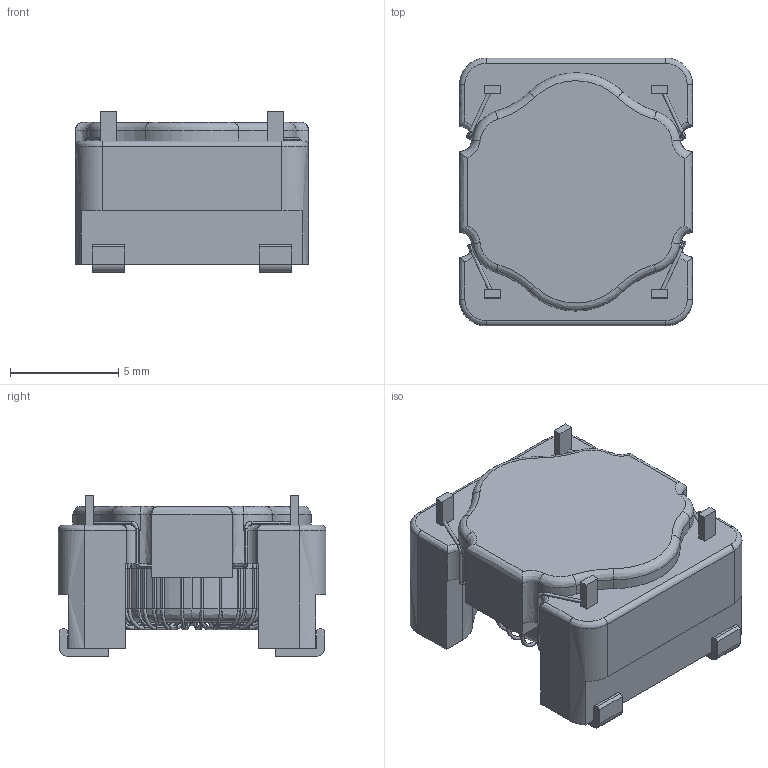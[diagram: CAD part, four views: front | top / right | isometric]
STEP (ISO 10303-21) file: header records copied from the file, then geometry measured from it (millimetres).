
FILE_DESCRIPTION(('FreeCAD Model'),'2;1');
FILE_NAME('Open CASCADE Shape Model','2025-04-29T09:50:46',('FreeCAD'),( 'FreeCAD'),'Open CASCADE STEP processor 7.6','FreeCAD','Unknown');
FILE_SCHEMA(('AUTOMOTIVE_DESIGN { 1 0 10303 214 1 1 1 1 }'));
Products named in the file (1): Open CASCADE STEP translator 7.6 1
Bounding box: 10.76 x 12.36 x 7.42 mm (x, y, z)
Volume: 547.2 mm3; surface area: 1185.1 mm2
Topology: 6 solids, 6 shells, 1006 faces, 2902 edges, 1910 vertices
Faces by surface type: bspline 1006
Entity records: 61561 total; most frequent: CARTESIAN_POINT 46748, ORIENTED_EDGE 5804, EDGE_CURVE 2902, VERTEX_POINT 1910, FACE_BOUND 1018, EDGE_LOOP 1018, ADVANCED_FACE 1006, B_SPLINE_CURVE_WITH_KNOTS 984
